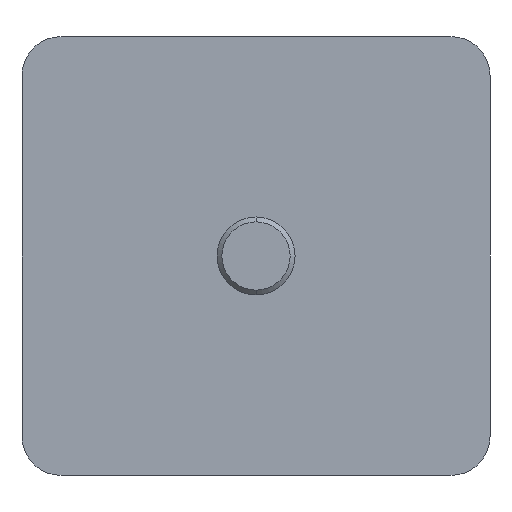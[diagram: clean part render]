
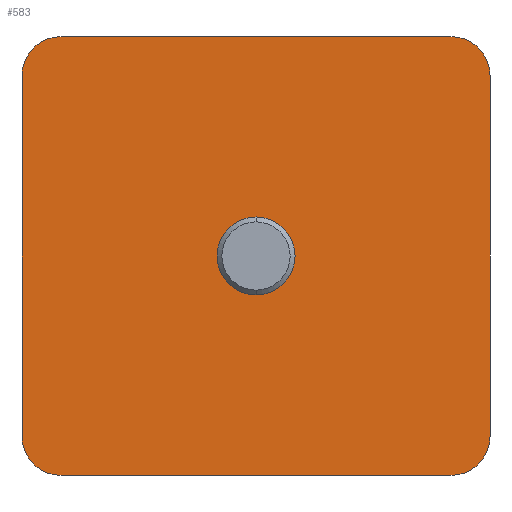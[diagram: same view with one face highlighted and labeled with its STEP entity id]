
A CAD part, front view. The second image highlights one B-rep face of the part: STEP entity #583.
In plain terms, the highlighted planar face has unit normal (0, -1, 0).
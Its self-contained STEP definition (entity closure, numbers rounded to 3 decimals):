
#21 = DIRECTION ( 'NONE',  ( 0., 1., 0. ) ) ;
#37 = AXIS2_PLACEMENT_3D ( 'NONE', #788, #48, #133 ) ;
#42 = CARTESIAN_POINT ( 'NONE',  ( -48., 0., 37. ) ) ;
#46 = CARTESIAN_POINT ( 'NONE',  ( 48., 0., -37. ) ) ;
#48 = DIRECTION ( 'NONE',  ( 0., 1., 0. ) ) ;
#62 = CARTESIAN_POINT ( 'NONE',  ( 0., 0., 0. ) ) ;
#66 = CIRCLE ( 'NONE', #533, 8. ) ;
#67 = VERTEX_POINT ( 'NONE', #697 ) ;
#76 = CIRCLE ( 'NONE', #576, 8. ) ;
#77 = FACE_OUTER_BOUND ( 'NONE', #579, .T. ) ;
#82 = EDGE_CURVE ( 'NONE', #509, #854, #220, .T. ) ;
#102 = ORIENTED_EDGE ( 'NONE', *, *, #263, .F. ) ;
#107 = VECTOR ( 'NONE', #341, 1000. ) ;
#118 = EDGE_CURVE ( 'NONE', #475, #424, #620, .T. ) ;
#122 = CIRCLE ( 'NONE', #37, 8. ) ;
#128 = DIRECTION ( 'NONE',  ( 0., 0., -1. ) ) ;
#133 = DIRECTION ( 'NONE',  ( 0., 0., 1. ) ) ;
#135 = ORIENTED_EDGE ( 'NONE', *, *, #824, .F. ) ;
#139 = CARTESIAN_POINT ( 'NONE',  ( 0., 0., 8. ) ) ;
#150 = DIRECTION ( 'NONE',  ( 0., 1., 0. ) ) ;
#207 = VECTOR ( 'NONE', #128, 1000. ) ;
#220 = CIRCLE ( 'NONE', #520, 8. ) ;
#257 = VERTEX_POINT ( 'NONE', #754 ) ;
#263 = EDGE_CURVE ( 'NONE', #760, #264, #513, .T. ) ;
#264 = VERTEX_POINT ( 'NONE', #1000 ) ;
#265 = DIRECTION ( 'NONE',  ( 0., 1., 0. ) ) ;
#283 = CARTESIAN_POINT ( 'NONE',  ( 40., 0., -45. ) ) ;
#295 = LINE ( 'NONE', #858, #207 ) ;
#298 = ORIENTED_EDGE ( 'NONE', *, *, #1029, .F. ) ;
#299 = DIRECTION ( 'NONE',  ( 0., -1., 0. ) ) ;
#301 = ORIENTED_EDGE ( 'NONE', *, *, #118, .F. ) ;
#319 = CARTESIAN_POINT ( 'NONE',  ( 40., 0., -37. ) ) ;
#321 = AXIS2_PLACEMENT_3D ( 'NONE', #415, #948, #476 ) ;
#326 = EDGE_CURVE ( 'NONE', #711, #509, #667, .T. ) ;
#341 = DIRECTION ( 'NONE',  ( 1., 0., 0. ) ) ;
#344 = VECTOR ( 'NONE', #712, 1000. ) ;
#345 = CARTESIAN_POINT ( 'NONE',  ( -40., 0., -37. ) ) ;
#350 = ORIENTED_EDGE ( 'NONE', *, *, #407, .F. ) ;
#397 = DIRECTION ( 'NONE',  ( 0., 0., 1. ) ) ;
#407 = EDGE_CURVE ( 'NONE', #424, #67, #942, .T. ) ;
#414 = EDGE_CURVE ( 'NONE', #685, #257, #447, .T. ) ;
#415 = CARTESIAN_POINT ( 'NONE',  ( 40., 0., 37. ) ) ;
#424 = VERTEX_POINT ( 'NONE', #936 ) ;
#426 = ORIENTED_EDGE ( 'NONE', *, *, #82, .F. ) ;
#434 = EDGE_LOOP ( 'NONE', ( #702, #527 ) ) ;
#447 = CIRCLE ( 'NONE', #758, 8. ) ;
#456 = CARTESIAN_POINT ( 'NONE',  ( -48., 0., -37. ) ) ;
#466 = DIRECTION ( 'NONE',  ( 0., 0., 1. ) ) ;
#475 = VERTEX_POINT ( 'NONE', #46 ) ;
#476 = DIRECTION ( 'NONE',  ( 0., 0., 1. ) ) ;
#486 = PLANE ( 'NONE',  #321 ) ;
#495 = CARTESIAN_POINT ( 'NONE',  ( 48., 0., 37. ) ) ;
#509 = VERTEX_POINT ( 'NONE', #617 ) ;
#513 = LINE ( 'NONE', #42, #680 ) ;
#520 = AXIS2_PLACEMENT_3D ( 'NONE', #864, #150, #466 ) ;
#527 = ORIENTED_EDGE ( 'NONE', *, *, #531, .F. ) ;
#531 = EDGE_CURVE ( 'NONE', #257, #685, #76, .T. ) ;
#533 = AXIS2_PLACEMENT_3D ( 'NONE', #345, #265, #989 ) ;
#576 = AXIS2_PLACEMENT_3D ( 'NONE', #729, #974, #397 ) ;
#579 = EDGE_LOOP ( 'NONE', ( #426, #938, #135, #102, #298, #350, #301, #1008 ) ) ;
#583 = ADVANCED_FACE ( 'NONE', ( #882, #77 ), #486, .F. ) ;
#617 = CARTESIAN_POINT ( 'NONE',  ( 40., 0., 45. ) ) ;
#620 = CIRCLE ( 'NONE', #753, 8. ) ;
#667 = LINE ( 'NONE', #745, #107 ) ;
#680 = VECTOR ( 'NONE', #913, 1000. ) ;
#685 = VERTEX_POINT ( 'NONE', #139 ) ;
#697 = CARTESIAN_POINT ( 'NONE',  ( -40., 0., -45. ) ) ;
#702 = ORIENTED_EDGE ( 'NONE', *, *, #414, .F. ) ;
#711 = VERTEX_POINT ( 'NONE', #783 ) ;
#712 = DIRECTION ( 'NONE',  ( -1., 0., 0. ) ) ;
#729 = CARTESIAN_POINT ( 'NONE',  ( 0., 0., 0. ) ) ;
#732 = EDGE_CURVE ( 'NONE', #854, #475, #295, .T. ) ;
#745 = CARTESIAN_POINT ( 'NONE',  ( 40., 0., 45. ) ) ;
#753 = AXIS2_PLACEMENT_3D ( 'NONE', #319, #21, #813 ) ;
#754 = CARTESIAN_POINT ( 'NONE',  ( 0., 0., -8. ) ) ;
#758 = AXIS2_PLACEMENT_3D ( 'NONE', #62, #299, #918 ) ;
#760 = VERTEX_POINT ( 'NONE', #456 ) ;
#783 = CARTESIAN_POINT ( 'NONE',  ( -40., 0., 45. ) ) ;
#788 = CARTESIAN_POINT ( 'NONE',  ( -40., 0., 37. ) ) ;
#813 = DIRECTION ( 'NONE',  ( 0., 0., -1. ) ) ;
#824 = EDGE_CURVE ( 'NONE', #264, #711, #122, .T. ) ;
#854 = VERTEX_POINT ( 'NONE', #495 ) ;
#858 = CARTESIAN_POINT ( 'NONE',  ( 48., 0., 37. ) ) ;
#864 = CARTESIAN_POINT ( 'NONE',  ( 40., 0., 37. ) ) ;
#882 = FACE_BOUND ( 'NONE', #434, .T. ) ;
#913 = DIRECTION ( 'NONE',  ( 0., 0., 1. ) ) ;
#918 = DIRECTION ( 'NONE',  ( 0., 0., 1. ) ) ;
#936 = CARTESIAN_POINT ( 'NONE',  ( 40., 0., -45. ) ) ;
#938 = ORIENTED_EDGE ( 'NONE', *, *, #326, .F. ) ;
#942 = LINE ( 'NONE', #283, #344 ) ;
#948 = DIRECTION ( 'NONE',  ( 0., 1., 0. ) ) ;
#974 = DIRECTION ( 'NONE',  ( 0., -1., 0. ) ) ;
#989 = DIRECTION ( 'NONE',  ( 0., 0., 1. ) ) ;
#1000 = CARTESIAN_POINT ( 'NONE',  ( -48., 0., 37. ) ) ;
#1008 = ORIENTED_EDGE ( 'NONE', *, *, #732, .F. ) ;
#1029 = EDGE_CURVE ( 'NONE', #67, #760, #66, .T. ) ;
